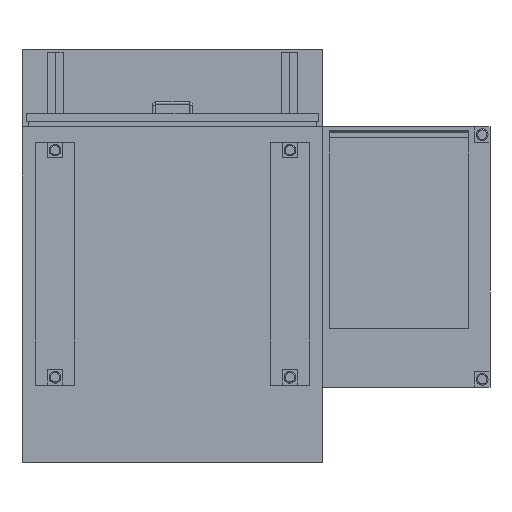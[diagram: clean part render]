
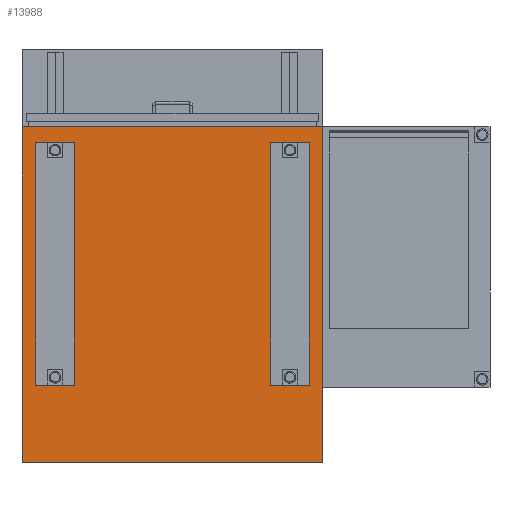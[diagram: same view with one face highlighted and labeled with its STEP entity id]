
A CAD part, front view. The second image highlights one B-rep face of the part: STEP entity #13988.
In plain terms, the highlighted planar face has unit normal (0, -1, 0).
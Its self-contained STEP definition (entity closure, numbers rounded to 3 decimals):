
#811=FACE_OUTER_BOUND('',#1670,.T.);
#1670=EDGE_LOOP('',(#9240,#9241,#9242,#9243));
#2569=LINE('',#20506,#4179);
#2570=LINE('',#20509,#4180);
#2571=LINE('',#20511,#4181);
#2572=LINE('',#20512,#4182);
#4179=VECTOR('',#16300,10.);
#4180=VECTOR('',#16303,10.);
#4181=VECTOR('',#16304,10.);
#4182=VECTOR('',#16305,10.);
#5779=VERTEX_POINT('',#20502);
#5780=VERTEX_POINT('',#20504);
#5781=VERTEX_POINT('',#20508);
#5782=VERTEX_POINT('',#20510);
#7181=EDGE_CURVE('',#5779,#5780,#2569,.T.);
#7182=EDGE_CURVE('',#5781,#5779,#2570,.T.);
#7183=EDGE_CURVE('',#5782,#5780,#2571,.T.);
#7184=EDGE_CURVE('',#5781,#5782,#2572,.T.);
#9240=ORIENTED_EDGE('',*,*,#7182,.T.);
#9241=ORIENTED_EDGE('',*,*,#7181,.T.);
#9242=ORIENTED_EDGE('',*,*,#7183,.F.);
#9243=ORIENTED_EDGE('',*,*,#7184,.F.);
#13276=PLANE('',#14964);
#13988=ADVANCED_FACE('',(#811),#13276,.T.);
#14964=AXIS2_PLACEMENT_3D('',#20507,#16301,#16302);
#16300=DIRECTION('',(1.,0.,0.));
#16301=DIRECTION('center_axis',(0.,-1.,0.));
#16302=DIRECTION('ref_axis',(0.,0.,-1.));
#16303=DIRECTION('',(0.,0.,-1.));
#16304=DIRECTION('',(0.,0.,-1.));
#16305=DIRECTION('',(1.,0.,0.));
#20502=CARTESIAN_POINT('',(0.,-270.,-432.5));
#20504=CARTESIAN_POINT('',(775.,-270.,-432.5));
#20506=CARTESIAN_POINT('',(0.,-270.,-432.5));
#20507=CARTESIAN_POINT('Origin',(0.,-270.,432.5));
#20508=CARTESIAN_POINT('',(0.,-270.,432.5));
#20509=CARTESIAN_POINT('',(0.,-270.,432.5));
#20510=CARTESIAN_POINT('',(775.,-270.,432.5));
#20511=CARTESIAN_POINT('',(775.,-270.,432.5));
#20512=CARTESIAN_POINT('',(0.,-270.,432.5));
